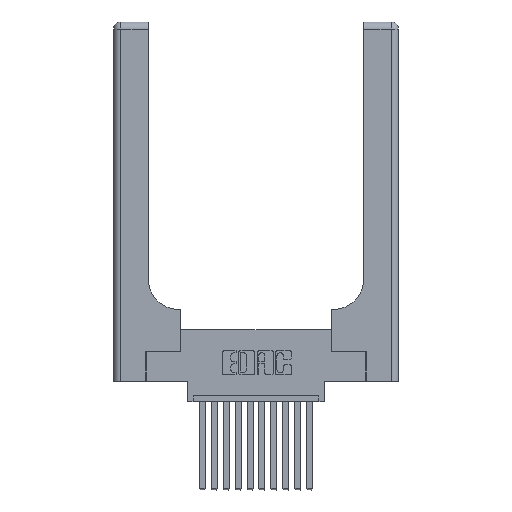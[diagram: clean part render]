
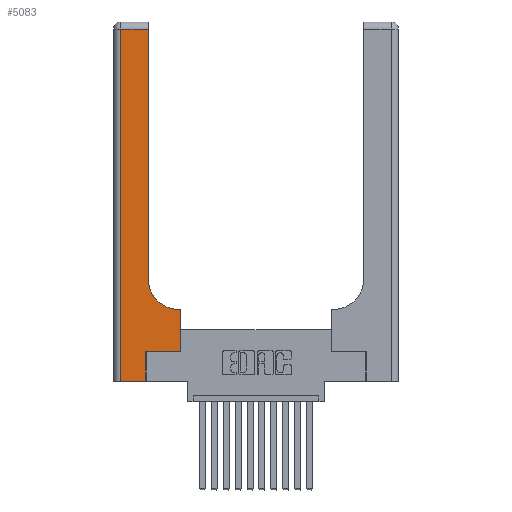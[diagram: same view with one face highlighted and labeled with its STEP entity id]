
A CAD part, top view. The second image highlights one B-rep face of the part: STEP entity #5083.
In plain terms, the highlighted planar face has unit normal (0, 0, 1).
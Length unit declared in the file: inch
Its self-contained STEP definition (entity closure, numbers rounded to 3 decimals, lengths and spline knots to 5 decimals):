
#164 = CARTESIAN_POINT ( 'NONE',  ( 0.5585, 0.25, 0.37 ) ) ;
#239 = DIRECTION ( 'NONE',  ( 1., 0., 0. ) ) ;
#558 = CARTESIAN_POINT ( 'NONE',  ( 0., 3., 0.37 ) ) ;
#983 = DIRECTION ( 'NONE',  ( -1., 0., 0. ) ) ;
#1538 = EDGE_CURVE ( 'NONE', #2828, #7051, #8164, .T. ) ;
#1715 = EDGE_CURVE ( 'NONE', #15025, #10004, #14653, .T. ) ;
#2276 = ORIENTED_EDGE ( 'NONE', *, *, #8128, .T. ) ;
#2356 = ORIENTED_EDGE ( 'NONE', *, *, #3180, .T. ) ;
#2828 = VERTEX_POINT ( 'NONE', #10358 ) ;
#3180 = EDGE_CURVE ( 'NONE', #13912, #15025, #8137, .T. ) ;
#3189 = AXIS2_PLACEMENT_3D ( 'NONE', #4418, #5180, #239 ) ;
#3566 = LINE ( 'NONE', #4983, #9721 ) ;
#3576 = CARTESIAN_POINT ( 'NONE',  ( 0.269, 0., 0.37 ) ) ;
#3778 = CARTESIAN_POINT ( 'NONE',  ( 0.5585, 0.6, 0.37 ) ) ;
#3923 = ORIENTED_EDGE ( 'NONE', *, *, #1715, .T. ) ;
#4100 = VERTEX_POINT ( 'NONE', #10360 ) ;
#4418 = CARTESIAN_POINT ( 'NONE',  ( 0.5415, 0.85, 0.37 ) ) ;
#4537 = CARTESIAN_POINT ( 'NONE',  ( 0.269, 0., 0.37 ) ) ;
#4602 = ORIENTED_EDGE ( 'NONE', *, *, #10637, .T. ) ;
#4603 = CARTESIAN_POINT ( 'NONE',  ( 0.2915, 0.6, 0.37 ) ) ;
#4627 = VECTOR ( 'NONE', #983, 39.37008 ) ;
#4983 = CARTESIAN_POINT ( 'NONE',  ( 0., 2.94, 0.37 ) ) ;
#5037 = EDGE_CURVE ( 'NONE', #12040, #13912, #10718, .T. ) ;
#5083 = ADVANCED_FACE ( 'NONE', ( #6263 ), #14815, .F. ) ;
#5145 = EDGE_CURVE ( 'NONE', #15926, #4100, #6039, .T. ) ;
#5180 = DIRECTION ( 'NONE',  ( 0., 0., -1. ) ) ;
#5344 = ORIENTED_EDGE ( 'NONE', *, *, #15956, .T. ) ;
#6039 = LINE ( 'NONE', #4537, #15021 ) ;
#6129 = CARTESIAN_POINT ( 'NONE',  ( 0.5415, 0.6, 0.37 ) ) ;
#6263 = FACE_OUTER_BOUND ( 'NONE', #13943, .T. ) ;
#7051 = VERTEX_POINT ( 'NONE', #13279 ) ;
#8128 = EDGE_CURVE ( 'NONE', #4100, #12040, #13677, .T. ) ;
#8137 = LINE ( 'NONE', #4603, #4627 ) ;
#8164 = LINE ( 'NONE', #12295, #12002 ) ;
#8621 = DIRECTION ( 'NONE',  ( 0., 1., 0. ) ) ;
#9398 = CARTESIAN_POINT ( 'NONE',  ( 0.2915, 0.85, 0.37 ) ) ;
#9684 = DIRECTION ( 'NONE',  ( 0., 1., 0. ) ) ;
#9721 = VECTOR ( 'NONE', #11369, 39.37008 ) ;
#10004 = VERTEX_POINT ( 'NONE', #9398 ) ;
#10270 = CARTESIAN_POINT ( 'NONE',  ( 0.269, 0.25, 0.37 ) ) ;
#10358 = CARTESIAN_POINT ( 'NONE',  ( 0.06, 2.94, 0.37 ) ) ;
#10360 = CARTESIAN_POINT ( 'NONE',  ( 0.269, 0.25, 0.37 ) ) ;
#10637 = EDGE_CURVE ( 'NONE', #7051, #15926, #16890, .T. ) ;
#10718 = LINE ( 'NONE', #164, #15420 ) ;
#10872 = DIRECTION ( 'NONE',  ( 0., 0., -1. ) ) ;
#11332 = VERTEX_POINT ( 'NONE', #15056 ) ;
#11369 = DIRECTION ( 'NONE',  ( -1., 0., 0. ) ) ;
#12000 = DIRECTION ( 'NONE',  ( 0., 1., 0. ) ) ;
#12002 = VECTOR ( 'NONE', #16322, 39.37008 ) ;
#12040 = VERTEX_POINT ( 'NONE', #15253 ) ;
#12295 = CARTESIAN_POINT ( 'NONE',  ( 0.06, 3., 0.37 ) ) ;
#12573 = EDGE_CURVE ( 'NONE', #10004, #11332, #13662, .T. ) ;
#12773 = ORIENTED_EDGE ( 'NONE', *, *, #1538, .T. ) ;
#13100 = DIRECTION ( 'NONE',  ( 1., 0., 0. ) ) ;
#13279 = CARTESIAN_POINT ( 'NONE',  ( 0.06, 0., 0.37 ) ) ;
#13662 = LINE ( 'NONE', #16445, #15314 ) ;
#13677 = LINE ( 'NONE', #10270, #15903 ) ;
#13763 = ORIENTED_EDGE ( 'NONE', *, *, #12573, .T. ) ;
#13912 = VERTEX_POINT ( 'NONE', #3778 ) ;
#13943 = EDGE_LOOP ( 'NONE', ( #13763, #5344, #12773, #4602, #16609, #2276, #16690, #2356, #3923 ) ) ;
#14653 = CIRCLE ( 'NONE', #3189, 0.25 ) ;
#14655 = AXIS2_PLACEMENT_3D ( 'NONE', #558, #10872, #16235 ) ;
#14815 = PLANE ( 'NONE',  #14655 ) ;
#15021 = VECTOR ( 'NONE', #9684, 39.37008 ) ;
#15025 = VERTEX_POINT ( 'NONE', #6129 ) ;
#15056 = CARTESIAN_POINT ( 'NONE',  ( 0.2915, 2.94, 0.37 ) ) ;
#15253 = CARTESIAN_POINT ( 'NONE',  ( 0.5585, 0.25, 0.37 ) ) ;
#15314 = VECTOR ( 'NONE', #8621, 39.37008 ) ;
#15420 = VECTOR ( 'NONE', #12000, 39.37008 ) ;
#15895 = CARTESIAN_POINT ( 'NONE',  ( 0., 0., 0.37 ) ) ;
#15903 = VECTOR ( 'NONE', #16991, 39.37008 ) ;
#15926 = VERTEX_POINT ( 'NONE', #3576 ) ;
#15956 = EDGE_CURVE ( 'NONE', #11332, #2828, #3566, .T. ) ;
#16235 = DIRECTION ( 'NONE',  ( -1., 0., 0. ) ) ;
#16322 = DIRECTION ( 'NONE',  ( 0., -1., 0. ) ) ;
#16445 = CARTESIAN_POINT ( 'NONE',  ( 0.2915, 3., 0.37 ) ) ;
#16480 = VECTOR ( 'NONE', #13100, 39.37008 ) ;
#16609 = ORIENTED_EDGE ( 'NONE', *, *, #5145, .T. ) ;
#16690 = ORIENTED_EDGE ( 'NONE', *, *, #5037, .T. ) ;
#16890 = LINE ( 'NONE', #15895, #16480 ) ;
#16991 = DIRECTION ( 'NONE',  ( 1., 0., 0. ) ) ;
